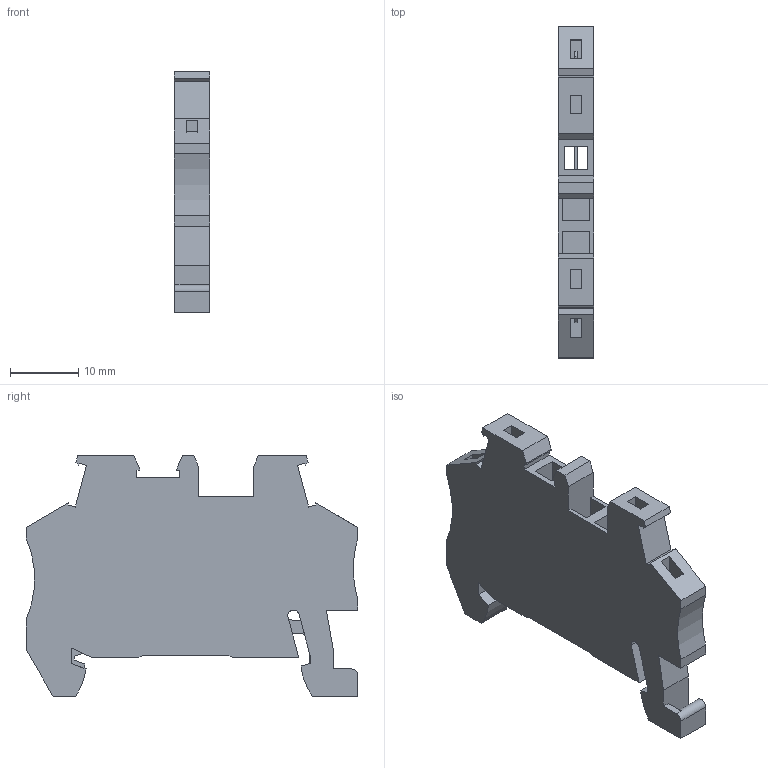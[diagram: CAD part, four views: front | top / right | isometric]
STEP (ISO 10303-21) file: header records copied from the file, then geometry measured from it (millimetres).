
FILE_DESCRIPTION(('Creo Elements/Direct Modeling STEP Export'),'2;1');
FILE_NAME('model.stp','2025-01-29T13:47:31',(''),(''),'Creo Elements/Direct Modeling STEP processor for AP214 (Solid Model)','Creo Elements/Direct Modeling 20.1D 10-Oct-2020 (C) Parametric Technology GmbH','');
FILE_SCHEMA(('AUTOMOTIVE_DESIGN { 1 0 10303 214 1 1 1 1 }'));
Length unit declared in the file: millimetre
Products named in the file (2): clipfix_35_5-select
Assembly tree (1 placements, depth 2):
  clipfix_35_5-select
    clipfix_35_5-select
Bounding box: 5.15 x 48.6 x 35.25 mm (x, y, z)
Volume: 5714 mm3; surface area: 4633.1 mm2
Topology: 1 solids, 1 shells, 137 faces, 390 edges, 260 vertices
Faces by surface type: plane 128, cylinder 9
Entity records: 5369 total; most frequent: ORIENTED_EDGE 780, CARTESIAN_POINT 758, DIRECTION 637, EDGE_CURVE 390, VECTOR 359, LINE 359, VERTEX_POINT 260, EDGE_LOOP 148
